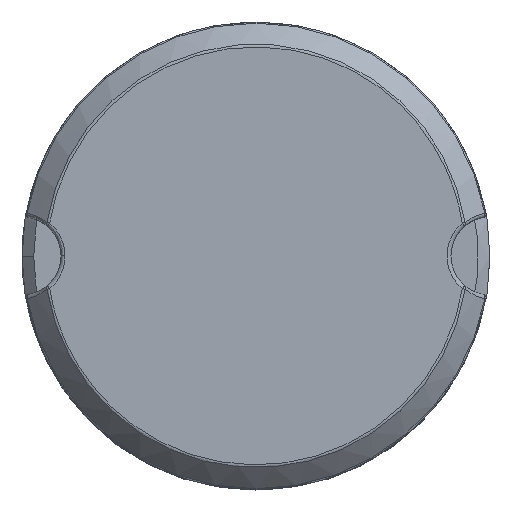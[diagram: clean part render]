
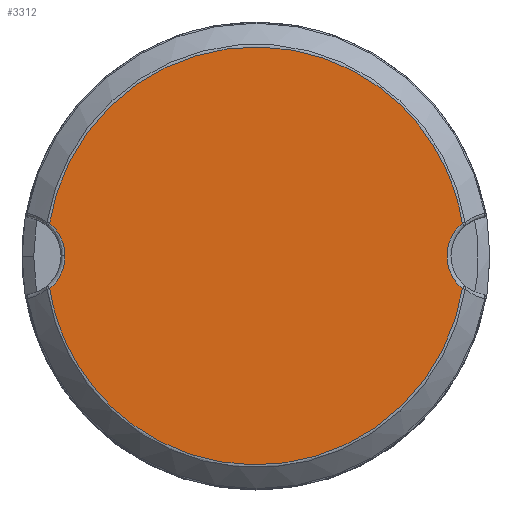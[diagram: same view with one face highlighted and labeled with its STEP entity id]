
A CAD part, top view. The second image highlights one B-rep face of the part: STEP entity #3312.
In plain terms, the highlighted planar face has unit normal (0, 0, 1).
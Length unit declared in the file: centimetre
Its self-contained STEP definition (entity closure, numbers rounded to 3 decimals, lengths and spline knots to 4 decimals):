
#242 = CARTESIAN_POINT ( 'NONE',  ( -0.1236, -0.0078, 0.3 ) ) ;
#673 = VERTEX_POINT ( 'NONE', #6576 ) ;
#679 = CARTESIAN_POINT ( 'NONE',  ( 0.1292, -0.0184, 0.3 ) ) ;
#721 = CARTESIAN_POINT ( 'NONE',  ( -0.1323, 0.021, 0.3 ) ) ;
#765 =( BOUNDED_CURVE ( )  B_SPLINE_CURVE ( 3, ( #6082, #6965, #5405, #10064 ),
 .UNSPECIFIED., .F., .F. ) 
 B_SPLINE_CURVE_WITH_KNOTS ( ( 4, 4 ),
 ( 0., 1. ),
 .UNSPECIFIED. ) 
 CURVE ( )  GEOMETRIC_REPRESENTATION_ITEM ( )  RATIONAL_B_SPLINE_CURVE ( ( 1., 0.438, 0.438, 1. ) ) 
 REPRESENTATION_ITEM ( '' )  );
#842 = CARTESIAN_POINT ( 'NONE',  ( 0.1323, 0.021, 0.3 ) ) ;
#1056 = VERTEX_POINT ( 'NONE', #9974 ) ;
#1225 = FACE_OUTER_BOUND ( 'NONE', #3368, .T. ) ;
#1321 = CARTESIAN_POINT ( 'NONE',  ( 0.1225, -0.004, 0.3 ) ) ;
#1421 = EDGE_CURVE ( 'NONE', #5763, #1056, #3315, .T. ) ;
#1445 = CARTESIAN_POINT ( 'NONE',  ( -0.1007, 0.2199, 0.3 ) ) ;
#1585 = VERTEX_POINT ( 'NONE', #7429 ) ;
#2052 = CARTESIAN_POINT ( 'NONE',  ( -0.1225, 0., 0.3 ) ) ;
#2417 = CARTESIAN_POINT ( 'NONE',  ( 0.1267, 0.0152, 0.3 ) ) ;
#2436 =( BOUNDED_CURVE ( )  B_SPLINE_CURVE ( 3, ( #721, #1445, #7028, #842 ),
 .UNSPECIFIED., .F., .F. ) 
 B_SPLINE_CURVE_WITH_KNOTS ( ( 4, 4 ),
 ( 0., 1. ),
 .UNSPECIFIED. ) 
 CURVE ( )  GEOMETRIC_REPRESENTATION_ITEM ( )  RATIONAL_B_SPLINE_CURVE ( ( 1., 0.438, 0.438, 1. ) ) 
 REPRESENTATION_ITEM ( '' )  );
#2569 = CARTESIAN_POINT ( 'NONE',  ( -0.1225, 0., 0.3 ) ) ;
#2605 = CARTESIAN_POINT ( 'NONE',  ( -0.1227, -0.0039, 0.3 ) ) ;
#2718 = EDGE_CURVE ( 'NONE', #9181, #1585, #10027, .T. ) ;
#2775 = ORIENTED_EDGE ( 'NONE', *, *, #6467, .F. ) ;
#2806 = CARTESIAN_POINT ( 'NONE',  ( 0., 0., 0.3 ) ) ;
#2892 = ORIENTED_EDGE ( 'NONE', *, *, #3869, .T. ) ;
#3312 = ADVANCED_FACE ( 'NONE', ( #1225 ), #7262, .T. ) ;
#3315 = B_SPLINE_CURVE_WITH_KNOTS ( 'NONE', 3,
 ( #3806, #679, #9262, #7256, #1321, #4876, #5281, #9191, #4849, #2417, #7811, #3783 ),
 .UNSPECIFIED., .F., .F.,
 ( 4, 2, 2, 2, 2, 4 ),
 ( 0., 0.25, 0.5, 0.625, 0.75, 1. ),
 .UNSPECIFIED. ) ;
#3368 = EDGE_LOOP ( 'NONE', ( #2892, #3754, #2775, #10085, #9171 ) ) ;
#3378 = CARTESIAN_POINT ( 'NONE',  ( -0.1291, -0.0183, 0.3 ) ) ;
#3754 = ORIENTED_EDGE ( 'NONE', *, *, #2718, .T. ) ;
#3783 = CARTESIAN_POINT ( 'NONE',  ( 0.1323, 0.021, 0.3 ) ) ;
#3806 = CARTESIAN_POINT ( 'NONE',  ( 0.1323, -0.021, 0.3 ) ) ;
#3869 = EDGE_CURVE ( 'NONE', #673, #9181, #8968, .T. ) ;
#4116 = CARTESIAN_POINT ( 'NONE',  ( -0.1225, -0.002, 0.3 ) ) ;
#4358 = DIRECTION ( 'NONE',  ( 1., 0., 0. ) ) ;
#4849 = CARTESIAN_POINT ( 'NONE',  ( 0.1243, 0.0098, 0.3 ) ) ;
#4876 = CARTESIAN_POINT ( 'NONE',  ( 0.1225, 0.002, 0.3 ) ) ;
#4915 = CARTESIAN_POINT ( 'NONE',  ( -0.1234, 0.008, 0.3 ) ) ;
#4929 = AXIS2_PLACEMENT_3D ( 'NONE', #2806, #9000, #4358 ) ;
#5281 = CARTESIAN_POINT ( 'NONE',  ( 0.1227, 0.0039, 0.3 ) ) ;
#5405 = CARTESIAN_POINT ( 'NONE',  ( -0.1007, -0.2199, 0.3 ) ) ;
#5423 = EDGE_CURVE ( 'NONE', #673, #1056, #2436, .T. ) ;
#5663 = CARTESIAN_POINT ( 'NONE',  ( -0.1243, -0.0098, 0.3 ) ) ;
#5685 = CARTESIAN_POINT ( 'NONE',  ( -0.1225, 0.004, 0.3 ) ) ;
#5763 = VERTEX_POINT ( 'NONE', #7260 ) ;
#6082 = CARTESIAN_POINT ( 'NONE',  ( 0.1323, -0.021, 0.3 ) ) ;
#6457 = CARTESIAN_POINT ( 'NONE',  ( -0.1268, 0.0152, 0.3 ) ) ;
#6467 = EDGE_CURVE ( 'NONE', #5763, #1585, #765, .T. ) ;
#6576 = CARTESIAN_POINT ( 'NONE',  ( -0.1323, 0.021, 0.3 ) ) ;
#6965 = CARTESIAN_POINT ( 'NONE',  ( 0.1007, -0.2199, 0.3 ) ) ;
#7028 = CARTESIAN_POINT ( 'NONE',  ( 0.1007, 0.2199, 0.3 ) ) ;
#7175 = CARTESIAN_POINT ( 'NONE',  ( -0.1292, 0.0184, 0.3 ) ) ;
#7256 = CARTESIAN_POINT ( 'NONE',  ( 0.1234, -0.008, 0.3 ) ) ;
#7260 = CARTESIAN_POINT ( 'NONE',  ( 0.1323, -0.021, 0.3 ) ) ;
#7262 = PLANE ( 'NONE',  #4929 ) ;
#7429 = CARTESIAN_POINT ( 'NONE',  ( -0.1323, -0.021, 0.3 ) ) ;
#7811 = CARTESIAN_POINT ( 'NONE',  ( 0.1291, 0.0183, 0.3 ) ) ;
#7995 = CARTESIAN_POINT ( 'NONE',  ( -0.1225, 0., 0.3 ) ) ;
#8011 = CARTESIAN_POINT ( 'NONE',  ( -0.1267, -0.0152, 0.3 ) ) ;
#8968 = B_SPLINE_CURVE_WITH_KNOTS ( 'NONE', 3,
 ( #9524, #7175, #6457, #4915, #5685, #7995 ),
 .UNSPECIFIED., .F., .F.,
 ( 4, 2, 4 ),
 ( 0., 0.25, 0.5 ),
 .UNSPECIFIED. ) ;
#9000 = DIRECTION ( 'NONE',  ( 0., 0., 1. ) ) ;
#9171 = ORIENTED_EDGE ( 'NONE', *, *, #5423, .F. ) ;
#9181 = VERTEX_POINT ( 'NONE', #2052 ) ;
#9191 = CARTESIAN_POINT ( 'NONE',  ( 0.1236, 0.0078, 0.3 ) ) ;
#9262 = CARTESIAN_POINT ( 'NONE',  ( 0.1268, -0.0152, 0.3 ) ) ;
#9524 = CARTESIAN_POINT ( 'NONE',  ( -0.1323, 0.021, 0.3 ) ) ;
#9539 = CARTESIAN_POINT ( 'NONE',  ( -0.1323, -0.021, 0.3 ) ) ;
#9974 = CARTESIAN_POINT ( 'NONE',  ( 0.1323, 0.021, 0.3 ) ) ;
#10027 = B_SPLINE_CURVE_WITH_KNOTS ( 'NONE', 3,
 ( #2569, #4116, #2605, #242, #5663, #8011, #3378, #9539 ),
 .UNSPECIFIED., .F., .F.,
 ( 4, 2, 2, 4 ),
 ( 0.5, 0.625, 0.75, 1. ),
 .UNSPECIFIED. ) ;
#10064 = CARTESIAN_POINT ( 'NONE',  ( -0.1323, -0.021, 0.3 ) ) ;
#10085 = ORIENTED_EDGE ( 'NONE', *, *, #1421, .T. ) ;
